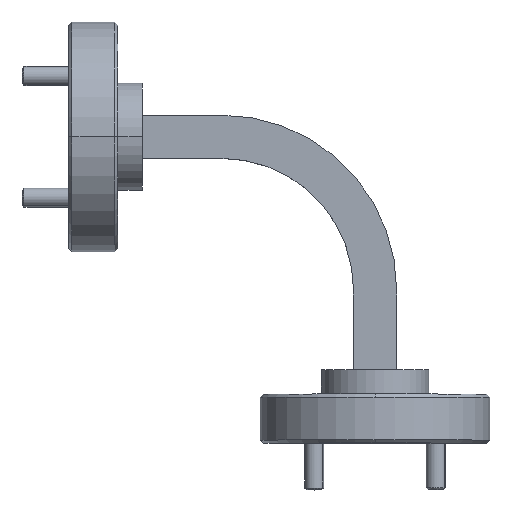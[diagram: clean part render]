
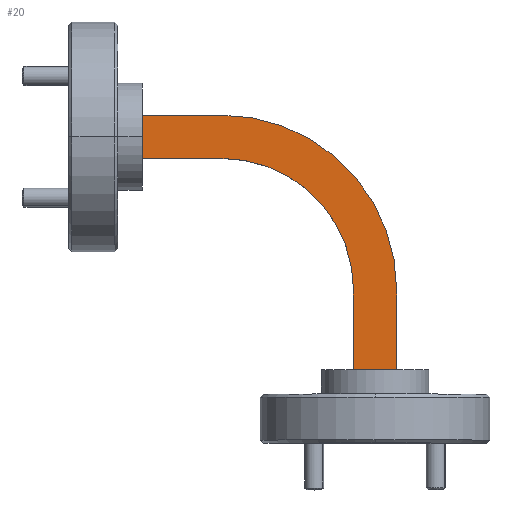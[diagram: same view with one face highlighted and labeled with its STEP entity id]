
A CAD part, top view. The second image highlights one B-rep face of the part: STEP entity #20.
In plain terms, the highlighted planar face has unit normal (0, 0, 1).
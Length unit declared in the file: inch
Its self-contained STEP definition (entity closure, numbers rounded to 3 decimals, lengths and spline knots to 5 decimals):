
#20 = ADVANCED_FACE ( 'NONE', ( #3336 ), #4047, .T. ) ;
#25 = EDGE_CURVE ( 'NONE', #2585, #320, #3621, .T. ) ;
#51 = CARTESIAN_POINT ( 'NONE',  ( 0.5, -0.5, 0.101 ) ) ;
#320 = VERTEX_POINT ( 'NONE', #381 ) ;
#352 = VERTEX_POINT ( 'NONE', #795 ) ;
#381 = CARTESIAN_POINT ( 'NONE',  ( 0.24, 0.0705, 0.101 ) ) ;
#430 = EDGE_CURVE ( 'NONE', #935, #4418, #1884, .T. ) ;
#499 = VECTOR ( 'NONE', #2343, 39.37008 ) ;
#514 = CARTESIAN_POINT ( 'NONE',  ( 0.5, -0.5, 0.101 ) ) ;
#560 = CARTESIAN_POINT ( 'NONE',  ( 0.9295, -0.5, 0.101 ) ) ;
#562 = DIRECTION ( 'NONE',  ( 0., 1., 0. ) ) ;
#621 = EDGE_CURVE ( 'NONE', #4669, #935, #2160, .T. ) ;
#735 = ORIENTED_EDGE ( 'NONE', *, *, #430, .T. ) ;
#795 = CARTESIAN_POINT ( 'NONE',  ( 1.0705, -0.76, 0.101 ) ) ;
#935 = VERTEX_POINT ( 'NONE', #560 ) ;
#1183 = AXIS2_PLACEMENT_3D ( 'NONE', #2142, #4500, #1331 ) ;
#1259 = VECTOR ( 'NONE', #2191, 39.37008 ) ;
#1286 = CARTESIAN_POINT ( 'NONE',  ( 0.24, -0.0705, 0.101 ) ) ;
#1331 = DIRECTION ( 'NONE',  ( 1., 0., 0. ) ) ;
#1402 = CARTESIAN_POINT ( 'NONE',  ( 1.0705, -0.5, 0.101 ) ) ;
#1471 = ORIENTED_EDGE ( 'NONE', *, *, #621, .T. ) ;
#1498 = AXIS2_PLACEMENT_3D ( 'NONE', #514, #2761, #2354 ) ;
#1540 = LINE ( 'NONE', #2707, #3934 ) ;
#1823 = ORIENTED_EDGE ( 'NONE', *, *, #4758, .T. ) ;
#1884 = LINE ( 'NONE', #4275, #3870 ) ;
#2092 = LINE ( 'NONE', #1402, #1259 ) ;
#2116 = DIRECTION ( 'NONE',  ( 0., 0., -1. ) ) ;
#2117 = VERTEX_POINT ( 'NONE', #2154 ) ;
#2142 = CARTESIAN_POINT ( 'NONE',  ( 0.5, -0.0705, 0.101 ) ) ;
#2154 = CARTESIAN_POINT ( 'NONE',  ( 1.0705, -0.5, 0.101 ) ) ;
#2160 = CIRCLE ( 'NONE', #3296, 0.4295 ) ;
#2183 = EDGE_LOOP ( 'NONE', ( #4414, #3587, #4533, #1823, #3983, #3737, #1471, #735 ) ) ;
#2191 = DIRECTION ( 'NONE',  ( 0., -1., 0. ) ) ;
#2203 = LINE ( 'NONE', #2558, #4080 ) ;
#2236 = DIRECTION ( 'NONE',  ( 0., -1., 0. ) ) ;
#2315 = VERTEX_POINT ( 'NONE', #3648 ) ;
#2343 = DIRECTION ( 'NONE',  ( -1., 0., 0. ) ) ;
#2354 = DIRECTION ( 'NONE',  ( -1., 0., 0. ) ) ;
#2418 = CARTESIAN_POINT ( 'NONE',  ( 0.5, 0.0705, 0.101 ) ) ;
#2558 = CARTESIAN_POINT ( 'NONE',  ( 0.5, -0.76, 0.101 ) ) ;
#2585 = VERTEX_POINT ( 'NONE', #1286 ) ;
#2694 = CARTESIAN_POINT ( 'NONE',  ( 0.5, -0.0705, 0.101 ) ) ;
#2707 = CARTESIAN_POINT ( 'NONE',  ( 0.5, -0.0705, 0.101 ) ) ;
#2761 = DIRECTION ( 'NONE',  ( 0., 0., -1. ) ) ;
#3144 = EDGE_CURVE ( 'NONE', #352, #4418, #2203, .T. ) ;
#3296 = AXIS2_PLACEMENT_3D ( 'NONE', #51, #2116, #3670 ) ;
#3300 = DIRECTION ( 'NONE',  ( -1., 0., 0. ) ) ;
#3336 = FACE_OUTER_BOUND ( 'NONE', #2183, .T. ) ;
#3541 = VECTOR ( 'NONE', #562, 39.37008 ) ;
#3587 = ORIENTED_EDGE ( 'NONE', *, *, #4086, .F. ) ;
#3616 = CARTESIAN_POINT ( 'NONE',  ( 0.9295, -0.76, 0.101 ) ) ;
#3621 = LINE ( 'NONE', #4100, #3541 ) ;
#3648 = CARTESIAN_POINT ( 'NONE',  ( 0.5, 0.0705, 0.101 ) ) ;
#3670 = DIRECTION ( 'NONE',  ( -1., 0., 0. ) ) ;
#3688 = CIRCLE ( 'NONE', #1498, 0.5705 ) ;
#3737 = ORIENTED_EDGE ( 'NONE', *, *, #3812, .F. ) ;
#3812 = EDGE_CURVE ( 'NONE', #4669, #2585, #1540, .T. ) ;
#3870 = VECTOR ( 'NONE', #2236, 39.37008 ) ;
#3934 = VECTOR ( 'NONE', #4936, 39.37008 ) ;
#3941 = EDGE_CURVE ( 'NONE', #2315, #2117, #3688, .T. ) ;
#3983 = ORIENTED_EDGE ( 'NONE', *, *, #25, .F. ) ;
#4047 = PLANE ( 'NONE',  #1183 ) ;
#4080 = VECTOR ( 'NONE', #3300, 39.37008 ) ;
#4086 = EDGE_CURVE ( 'NONE', #2117, #352, #2092, .T. ) ;
#4100 = CARTESIAN_POINT ( 'NONE',  ( 0.24, -0.0705, 0.101 ) ) ;
#4275 = CARTESIAN_POINT ( 'NONE',  ( 0.9295, -0.5, 0.101 ) ) ;
#4414 = ORIENTED_EDGE ( 'NONE', *, *, #3144, .F. ) ;
#4418 = VERTEX_POINT ( 'NONE', #3616 ) ;
#4500 = DIRECTION ( 'NONE',  ( 0., 0., 1. ) ) ;
#4533 = ORIENTED_EDGE ( 'NONE', *, *, #3941, .F. ) ;
#4669 = VERTEX_POINT ( 'NONE', #2694 ) ;
#4671 = LINE ( 'NONE', #2418, #499 ) ;
#4758 = EDGE_CURVE ( 'NONE', #2315, #320, #4671, .T. ) ;
#4936 = DIRECTION ( 'NONE',  ( -1., 0., 0. ) ) ;
